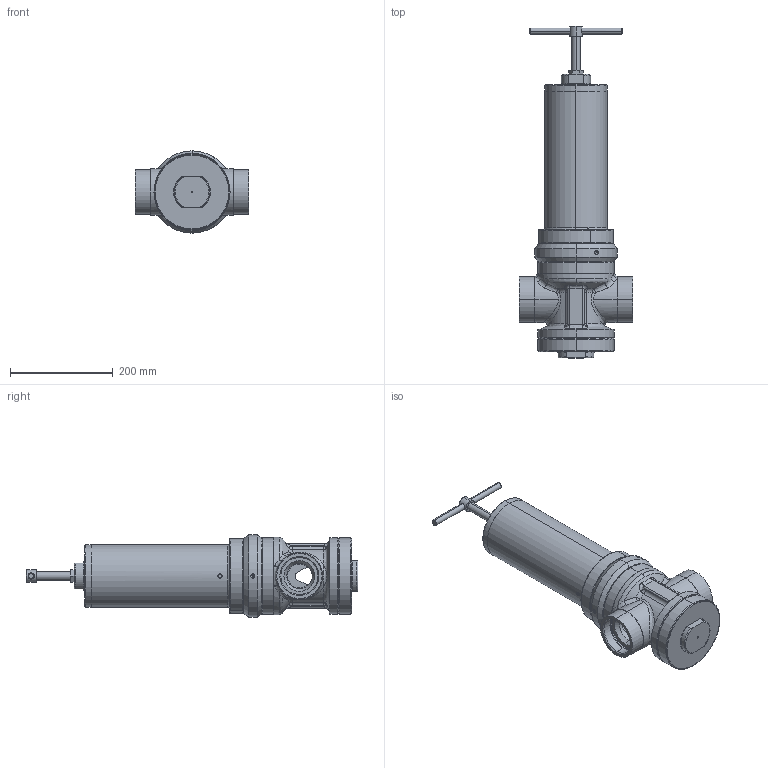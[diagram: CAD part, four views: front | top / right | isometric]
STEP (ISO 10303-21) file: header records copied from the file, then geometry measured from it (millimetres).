
FILE_DESCRIPTION (( 'STEP AP203' ), '1' );
FILE_NAME ('Typ_80-BG_IIIB-G212M.STEP', '2021-03-16T10:11:02', ( '' ), ( '' ), 'SwSTEP 2.0', 'SolidWorks 2016', '' );
FILE_SCHEMA (( 'CONFIG_CONTROL_DESIGN' ));
Length unit declared in the file: millimetre
Products named in the file (1): Typ_80-BG_IIIB-G212M
Bounding box: 220 x 646 x 160 mm (x, y, z)
Volume: 2456025.8 mm3; surface area: 633268.9 mm2
Topology: 8 solids, 8 shells, 442 faces, 983 edges, 567 vertices
Faces by surface type: cylinder 137, cone 119, torus 71, plane 61, bspline 54
Entity records: 16771 total; most frequent: CARTESIAN_POINT 7226, DIRECTION 2050, ORIENTED_EDGE 1934, EDGE_CURVE 967, AXIS2_PLACEMENT_3D 897, VERTEX_POINT 567, CIRCLE 508, EDGE_LOOP 492
